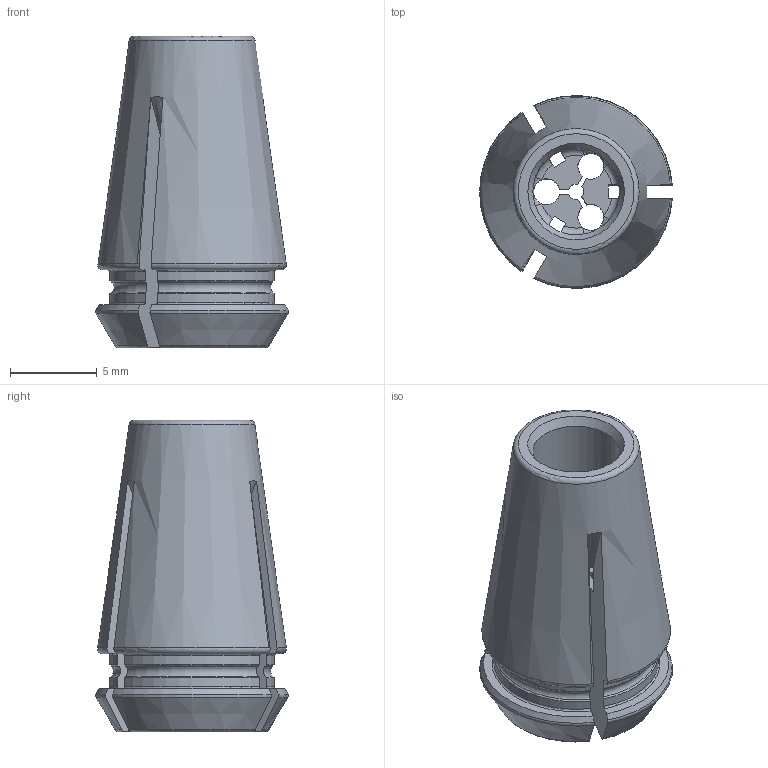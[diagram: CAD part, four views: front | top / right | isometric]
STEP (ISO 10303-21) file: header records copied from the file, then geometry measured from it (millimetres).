
FILE_DESCRIPTION(/* description */ (''),/* implementation_level */ '2;1');
FILE_NAME(/* name */ '131100900.stp',/* time_stamp */ '2021-01-08T12:49:23',/* author */ ('LRA'),/* organization */ ('REGO-FIX'),/* preprocessor_version */ ' Unknown',/* originating_system */ 'SIEMENS PLM Software Solid Edge ST10',/* authorization */ 'Unknown');
FILE_SCHEMA (('AUTOMOTIVE_DESIGN { 1 0 10303 214 2 1 1}'));
Length unit declared in the file: millimetre
Products named in the file (1): NOCUT
Bounding box: 11.13 x 11.14 x 18 mm (x, y, z)
Volume: 895.3 mm3; surface area: 1202.4 mm2
Topology: 1 solids, 1 shells, 91 faces, 277 edges, 182 vertices
Faces by surface type: plane 26, torus 25, cylinder 19, cone 18, bspline 3
Full cylindrical faces by diameter (mm): 5 x1
Entity records: 3278 total; most frequent: CARTESIAN_POINT 888, ORIENTED_EDGE 536, DIRECTION 463, EDGE_CURVE 268, AXIS2_PLACEMENT_3D 191, VERTEX_POINT 178, CIRCLE 100, EDGE_LOOP 96
